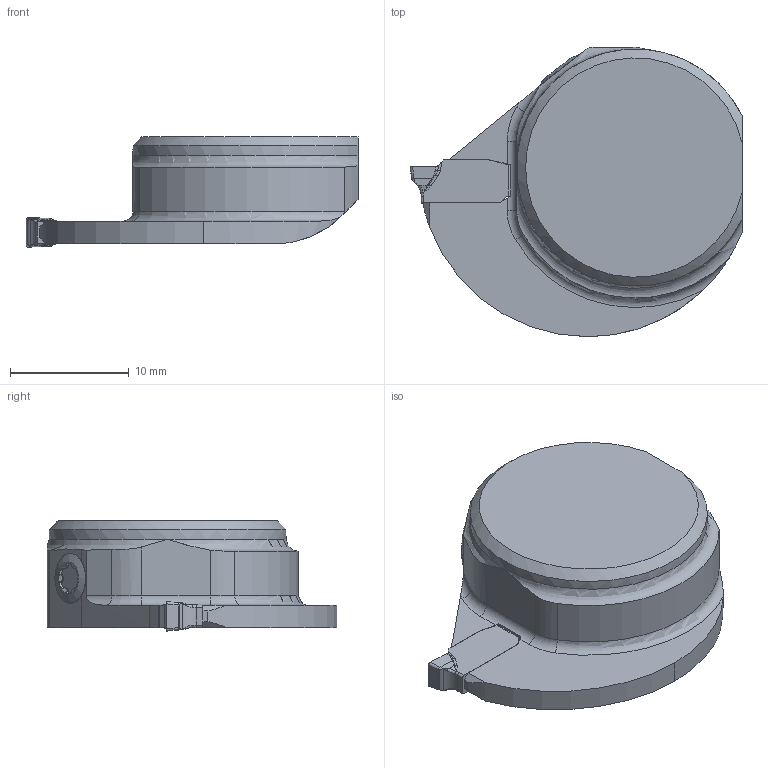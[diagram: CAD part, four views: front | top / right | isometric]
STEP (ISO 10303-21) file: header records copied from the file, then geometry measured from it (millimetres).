
FILE_DESCRIPTION(/* description */ (''),/* implementation_level */ '2;1');
FILE_NAME(/* name */ 'toolassembly_1.stp',/* time_stamp */ '2022-05-24T14:53:38+02:00',/* author */ (''),/* organization */ ('SMS'),/* preprocessor_version */ 'ST-DEVELOPER v16.7',/* originating_system */ 'SIEMENS PLM Software NX 12.0',/* authorisation */ '');
FILE_SCHEMA (('AUTOMOTIVE_DESIGN { 1 0 10303 214 3 1 1 1 }'));
Length unit declared in the file: millimetre
Products named in the file (4): ASSEMBLY_CONSTRUCTION; CUT_20220524145240; NOCUT_20220524145131; TOOLASSEMBLY_1
Assembly tree (3 placements, depth 2):
  TOOLASSEMBLY_1
    NOCUT_20220524145131
    CUT_20220524145240
    ASSEMBLY_CONSTRUCTION
Bounding box: 28 x 24.4 x 9.3 mm (x, y, z)
Volume: 3146 mm3; surface area: 1570.8 mm2
Topology: 2 solids, 2 shells, 142 faces, 384 edges, 251 vertices
Faces by surface type: plane 58, cylinder 34, bspline 21, extrusion 15, cone 7, torus 7
Full cylindrical faces by diameter (mm): 4.2 x1
Entity records: 5584 total; most frequent: CARTESIAN_POINT 2027, ORIENTED_EDGE 760, DIRECTION 665, EDGE_CURVE 380, VERTEX_POINT 245, AXIS2_PLACEMENT_3D 242, VECTOR 181, LINE 166
